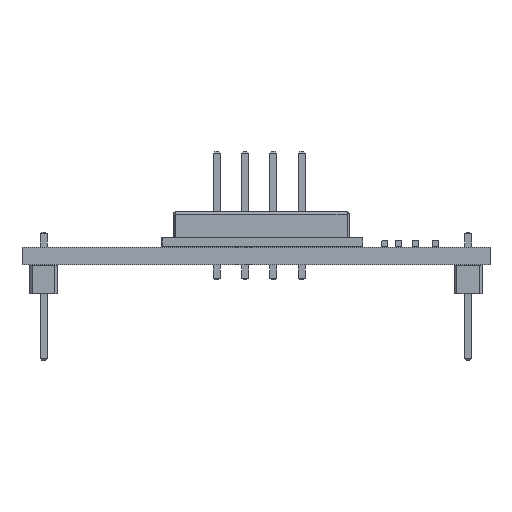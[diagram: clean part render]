
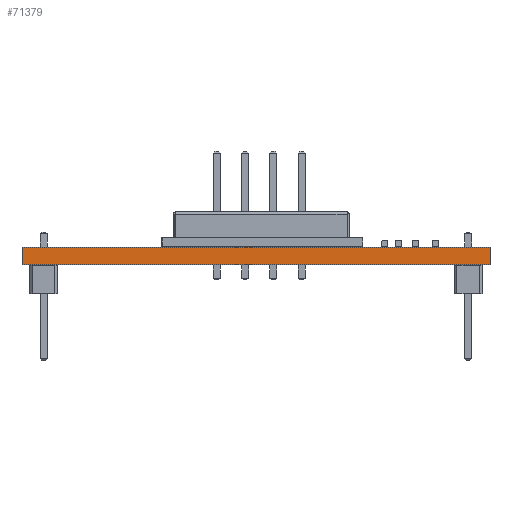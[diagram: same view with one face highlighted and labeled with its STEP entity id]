
A CAD part, front view. The second image highlights one B-rep face of the part: STEP entity #71379.
In plain terms, the highlighted planar face has unit normal (0, -1, 0).
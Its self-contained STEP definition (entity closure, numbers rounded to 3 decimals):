
#71379 = ADVANCED_FACE('',(#71380),#71414,.T.);
#71380 = FACE_BOUND('',#71381,.T.);
#71381 = EDGE_LOOP('',(#71382,#71392,#71400,#71408));
#71382 = ORIENTED_EDGE('',*,*,#71383,.T.);
#71383 = EDGE_CURVE('',#71384,#71386,#71388,.T.);
#71384 = VERTEX_POINT('',#71385);
#71385 = CARTESIAN_POINT('',(144.2,-70.5,0.));
#71386 = VERTEX_POINT('',#71387);
#71387 = CARTESIAN_POINT('',(144.2,-70.5,1.6));
#71388 = LINE('',#71389,#71390);
#71389 = CARTESIAN_POINT('',(144.2,-70.5,0.));
#71390 = VECTOR('',#71391,1.);
#71391 = DIRECTION('',(0.,0.,1.));
#71392 = ORIENTED_EDGE('',*,*,#71393,.T.);
#71393 = EDGE_CURVE('',#71386,#71394,#71396,.T.);
#71394 = VERTEX_POINT('',#71395);
#71395 = CARTESIAN_POINT('',(102.2,-70.5,1.6));
#71396 = LINE('',#71397,#71398);
#71397 = CARTESIAN_POINT('',(144.2,-70.5,1.6));
#71398 = VECTOR('',#71399,1.);
#71399 = DIRECTION('',(-1.,0.,0.));
#71400 = ORIENTED_EDGE('',*,*,#71401,.F.);
#71401 = EDGE_CURVE('',#71402,#71394,#71404,.T.);
#71402 = VERTEX_POINT('',#71403);
#71403 = CARTESIAN_POINT('',(102.2,-70.5,0.));
#71404 = LINE('',#71405,#71406);
#71405 = CARTESIAN_POINT('',(102.2,-70.5,0.));
#71406 = VECTOR('',#71407,1.);
#71407 = DIRECTION('',(0.,0.,1.));
#71408 = ORIENTED_EDGE('',*,*,#71409,.F.);
#71409 = EDGE_CURVE('',#71384,#71402,#71410,.T.);
#71410 = LINE('',#71411,#71412);
#71411 = CARTESIAN_POINT('',(144.2,-70.5,0.));
#71412 = VECTOR('',#71413,1.);
#71413 = DIRECTION('',(-1.,0.,0.));
#71414 = PLANE('',#71415);
#71415 = AXIS2_PLACEMENT_3D('',#71416,#71417,#71418);
#71416 = CARTESIAN_POINT('',(144.2,-70.5,0.));
#71417 = DIRECTION('',(0.,-1.,0.));
#71418 = DIRECTION('',(-1.,0.,0.));
